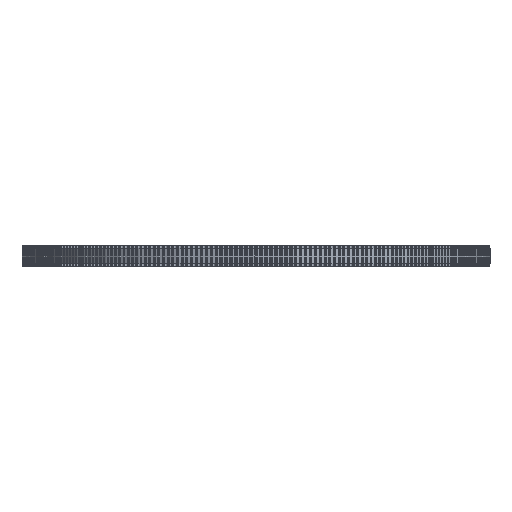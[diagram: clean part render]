
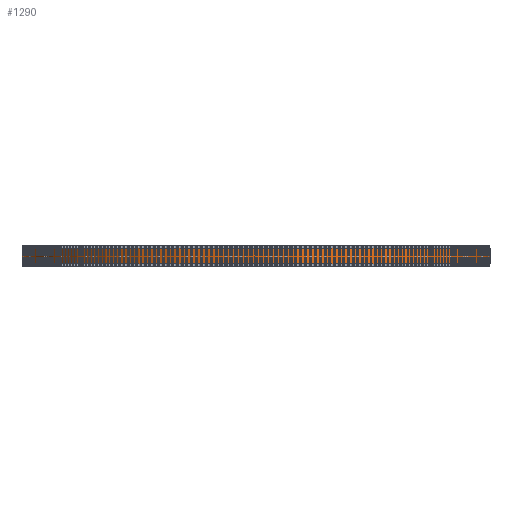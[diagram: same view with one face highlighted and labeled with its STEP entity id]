
A CAD part, front view. The second image highlights one B-rep face of the part: STEP entity #1290.
In plain terms, the highlighted cylindrical face has radius 92.947 mm (diameter 185.893 mm), a full revolution.
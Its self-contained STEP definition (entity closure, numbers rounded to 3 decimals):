
#97=FACE_BOUND('',#4800,.T.);
#98=FACE_BOUND('',#4801,.T.);
#1290=ADVANCED_FACE('',(#97,#98),#2459,.T.);
#2459=CYLINDRICAL_SURFACE('',#25839,92.946);
#4800=EDGE_LOOP('',(#14146));
#4801=EDGE_LOOP('',(#14147));
#14146=ORIENTED_EDGE('',*,*,#19990,.T.);
#14147=ORIENTED_EDGE('',*,*,#19991,.T.);
#16484=VERTEX_POINT('',#41040);
#16485=VERTEX_POINT('',#41042);
#19990=EDGE_CURVE('',#16484,#16484,#22328,.T.);
#19991=EDGE_CURVE('',#16485,#16485,#22329,.T.);
#22328=CIRCLE('',#25837,92.946);
#22329=CIRCLE('',#25838,92.946);
#25837=AXIS2_PLACEMENT_3D('',#41039,#34022,#34023);
#25838=AXIS2_PLACEMENT_3D('',#41041,#34024,#34025);
#25839=AXIS2_PLACEMENT_3D('',#41043,#34026,#34027);
#34022=DIRECTION('',(0.,0.,1.));
#34023=DIRECTION('',(1.,0.,0.));
#34024=DIRECTION('',(0.,0.,-1.));
#34025=DIRECTION('',(1.,0.,0.));
#34026=DIRECTION('',(0.,0.,1.));
#34027=DIRECTION('',(1.,0.,0.));
#41039=CARTESIAN_POINT('',(0.,0.,1.));
#41040=CARTESIAN_POINT('',(92.946,0.,1.));
#41041=CARTESIAN_POINT('',(0.,0.,7.));
#41042=CARTESIAN_POINT('',(92.946,0.,7.));
#41043=CARTESIAN_POINT('',(0.,0.,1.));
